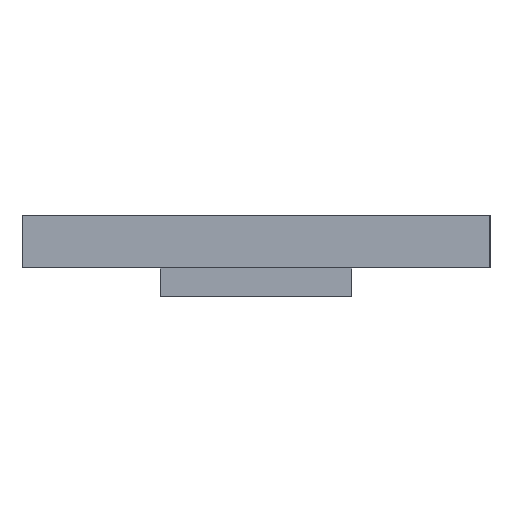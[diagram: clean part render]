
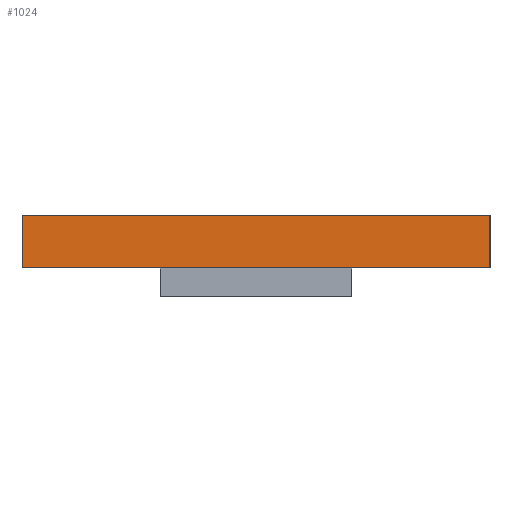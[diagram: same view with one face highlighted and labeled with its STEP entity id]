
A CAD part, left-side view. The second image highlights one B-rep face of the part: STEP entity #1024.
In plain terms, the highlighted planar face has unit normal (-1, 0, 0).
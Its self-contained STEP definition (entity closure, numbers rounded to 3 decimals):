
#32 = PLANE('',#33);
#33 = AXIS2_PLACEMENT_3D('',#34,#35,#36);
#34 = CARTESIAN_POINT('',(-45.,20.5,0.));
#35 = DIRECTION('',(0.,1.,0.));
#36 = DIRECTION('',(1.,0.,0.));
#57 = VERTEX_POINT('',#58);
#58 = CARTESIAN_POINT('',(-45.,20.5,2.5));
#71 = PLANE('',#72);
#72 = AXIS2_PLACEMENT_3D('',#73,#74,#75);
#73 = CARTESIAN_POINT('',(-50.,-21.986,2.5));
#74 = DIRECTION('',(0.,0.,-1.));
#75 = DIRECTION('',(-1.,0.,0.));
#82 = EDGE_CURVE('',#57,#83,#85,.T.);
#83 = VERTEX_POINT('',#84);
#84 = CARTESIAN_POINT('',(-45.,20.5,7.1));
#85 = SURFACE_CURVE('',#86,(#90,#97),.PCURVE_S1.);
#86 = LINE('',#87,#88);
#87 = CARTESIAN_POINT('',(-45.,20.5,0.));
#88 = VECTOR('',#89,1.);
#89 = DIRECTION('',(0.,0.,1.));
#90 = PCURVE('',#32,#91);
#91 = DEFINITIONAL_REPRESENTATION('',(#92),#96);
#92 = LINE('',#93,#94);
#93 = CARTESIAN_POINT('',(0.,0.));
#94 = VECTOR('',#95,1.);
#95 = DIRECTION('',(0.,-1.));
#96 = ( GEOMETRIC_REPRESENTATION_CONTEXT(2) 
PARAMETRIC_REPRESENTATION_CONTEXT() REPRESENTATION_CONTEXT('2D SPACE',''
  ) );
#97 = PCURVE('',#98,#103);
#98 = PLANE('',#99);
#99 = AXIS2_PLACEMENT_3D('',#100,#101,#102);
#100 = CARTESIAN_POINT('',(-45.,-20.5,0.));
#101 = DIRECTION('',(-1.,0.,0.));
#102 = DIRECTION('',(0.,1.,0.));
#103 = DEFINITIONAL_REPRESENTATION('',(#104),#108);
#104 = LINE('',#105,#106);
#105 = CARTESIAN_POINT('',(41.,0.));
#106 = VECTOR('',#107,1.);
#107 = DIRECTION('',(0.,-1.));
#108 = ( GEOMETRIC_REPRESENTATION_CONTEXT(2) 
PARAMETRIC_REPRESENTATION_CONTEXT() REPRESENTATION_CONTEXT('2D SPACE',''
  ) );
#123 = PLANE('',#124);
#124 = AXIS2_PLACEMENT_3D('',#125,#126,#127);
#125 = CARTESIAN_POINT('',(-50.,-20.5,7.1));
#126 = DIRECTION('',(0.,0.,-1.));
#127 = DIRECTION('',(1.,0.,0.));
#155 = PLANE('',#156);
#156 = AXIS2_PLACEMENT_3D('',#157,#158,#159);
#157 = CARTESIAN_POINT('',(45.,-20.5,0.));
#158 = DIRECTION('',(0.,-1.,0.));
#159 = DIRECTION('',(-1.,0.,0.));
#210 = VERTEX_POINT('',#211);
#211 = CARTESIAN_POINT('',(-45.,-20.5,7.1));
#232 = EDGE_CURVE('',#83,#210,#233,.T.);
#233 = SURFACE_CURVE('',#234,(#238,#244),.PCURVE_S1.);
#234 = LINE('',#235,#236);
#235 = CARTESIAN_POINT('',(-45.,-20.5,7.1));
#236 = VECTOR('',#237,1.);
#237 = DIRECTION('',(0.,-1.,0.));
#238 = PCURVE('',#123,#239);
#239 = DEFINITIONAL_REPRESENTATION('',(#240),#243);
#240 = B_SPLINE_CURVE_WITH_KNOTS('',1,(#241,#242),.UNSPECIFIED.,.F.,.F.,
  (2,2),(-45.1,4.1),.PIECEWISE_BEZIER_KNOTS.);
#241 = CARTESIAN_POINT('',(5.,-45.1));
#242 = CARTESIAN_POINT('',(5.,4.1));
#243 = ( GEOMETRIC_REPRESENTATION_CONTEXT(2) 
PARAMETRIC_REPRESENTATION_CONTEXT() REPRESENTATION_CONTEXT('2D SPACE',''
  ) );
#244 = PCURVE('',#98,#245);
#245 = DEFINITIONAL_REPRESENTATION('',(#246),#249);
#246 = B_SPLINE_CURVE_WITH_KNOTS('',1,(#247,#248),.UNSPECIFIED.,.F.,.F.,
  (2,2),(-45.1,4.1),.PIECEWISE_BEZIER_KNOTS.);
#247 = CARTESIAN_POINT('',(45.1,-7.1));
#248 = CARTESIAN_POINT('',(-4.1,-7.1));
#249 = ( GEOMETRIC_REPRESENTATION_CONTEXT(2) 
PARAMETRIC_REPRESENTATION_CONTEXT() REPRESENTATION_CONTEXT('2D SPACE',''
  ) );
#1024 = ADVANCED_FACE('',(#1025),#98,.T.);
#1025 = FACE_BOUND('',#1026,.T.);
#1026 = EDGE_LOOP('',(#1027,#1028,#1049,#1070));
#1027 = ORIENTED_EDGE('',*,*,#82,.F.);
#1028 = ORIENTED_EDGE('',*,*,#1029,.T.);
#1029 = EDGE_CURVE('',#57,#1030,#1032,.T.);
#1030 = VERTEX_POINT('',#1031);
#1031 = CARTESIAN_POINT('',(-45.,-20.5,2.5));
#1032 = SURFACE_CURVE('',#1033,(#1037,#1043),.PCURVE_S1.);
#1033 = LINE('',#1034,#1035);
#1034 = CARTESIAN_POINT('',(-45.,-21.243,2.5));
#1035 = VECTOR('',#1036,1.);
#1036 = DIRECTION('',(0.,-1.,0.));
#1037 = PCURVE('',#98,#1038);
#1038 = DEFINITIONAL_REPRESENTATION('',(#1039),#1042);
#1039 = B_SPLINE_CURVE_WITH_KNOTS('',1,(#1040,#1041),.UNSPECIFIED.,.F.,
  .F.,(2,2),(-45.843,3.357),.PIECEWISE_BEZIER_KNOTS.);
#1040 = CARTESIAN_POINT('',(45.1,-2.5));
#1041 = CARTESIAN_POINT('',(-4.1,-2.5));
#1042 = ( GEOMETRIC_REPRESENTATION_CONTEXT(2) 
PARAMETRIC_REPRESENTATION_CONTEXT() REPRESENTATION_CONTEXT('2D SPACE',''
  ) );
#1043 = PCURVE('',#71,#1044);
#1044 = DEFINITIONAL_REPRESENTATION('',(#1045),#1048);
#1045 = B_SPLINE_CURVE_WITH_KNOTS('',1,(#1046,#1047),.UNSPECIFIED.,.F.,
  .F.,(2,2),(-45.843,3.357),.PIECEWISE_BEZIER_KNOTS.);
#1046 = CARTESIAN_POINT('',(-5.,46.586));
#1047 = CARTESIAN_POINT('',(-5.,-2.614));
#1048 = ( GEOMETRIC_REPRESENTATION_CONTEXT(2) 
PARAMETRIC_REPRESENTATION_CONTEXT() REPRESENTATION_CONTEXT('2D SPACE',''
  ) );
#1049 = ORIENTED_EDGE('',*,*,#1050,.T.);
#1050 = EDGE_CURVE('',#1030,#210,#1051,.T.);
#1051 = SURFACE_CURVE('',#1052,(#1056,#1063),.PCURVE_S1.);
#1052 = LINE('',#1053,#1054);
#1053 = CARTESIAN_POINT('',(-45.,-20.5,0.));
#1054 = VECTOR('',#1055,1.);
#1055 = DIRECTION('',(0.,0.,1.));
#1056 = PCURVE('',#98,#1057);
#1057 = DEFINITIONAL_REPRESENTATION('',(#1058),#1062);
#1058 = LINE('',#1059,#1060);
#1059 = CARTESIAN_POINT('',(0.,0.));
#1060 = VECTOR('',#1061,1.);
#1061 = DIRECTION('',(0.,-1.));
#1062 = ( GEOMETRIC_REPRESENTATION_CONTEXT(2) 
PARAMETRIC_REPRESENTATION_CONTEXT() REPRESENTATION_CONTEXT('2D SPACE',''
  ) );
#1063 = PCURVE('',#155,#1064);
#1064 = DEFINITIONAL_REPRESENTATION('',(#1065),#1069);
#1065 = LINE('',#1066,#1067);
#1066 = CARTESIAN_POINT('',(90.,0.));
#1067 = VECTOR('',#1068,1.);
#1068 = DIRECTION('',(0.,-1.));
#1069 = ( GEOMETRIC_REPRESENTATION_CONTEXT(2) 
PARAMETRIC_REPRESENTATION_CONTEXT() REPRESENTATION_CONTEXT('2D SPACE',''
  ) );
#1070 = ORIENTED_EDGE('',*,*,#232,.F.);
